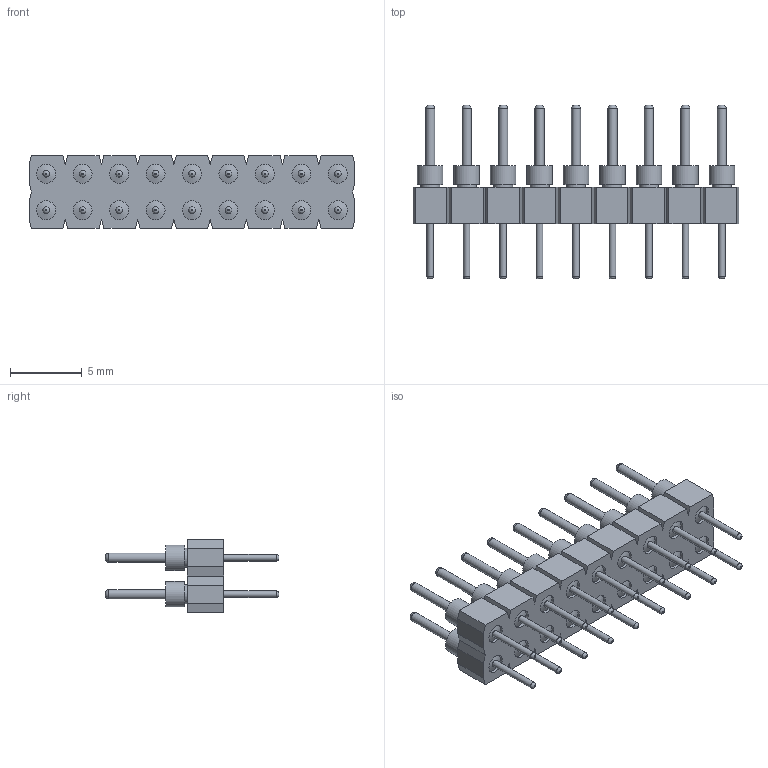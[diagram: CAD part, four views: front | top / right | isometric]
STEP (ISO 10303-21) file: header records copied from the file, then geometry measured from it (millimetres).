
FILE_DESCRIPTION(/* description */ ('STEP AP214'),/* implementation_level */ '2;1');
FILE_NAME(/* name */ 'TD-109-T-A',/* time_stamp */ '2024-02-15T03:19:56+01:00',/* author */ ('License CC BY-ND 4.0'),/* organization */ ('CADENAS'),/* preprocessor_version */ 'ST-DEVELOPER v19.3',/* originating_system */ 'PARTsolutions',/* authorisation */ ' ');
FILE_SCHEMA (('AUTOMOTIVE_DESIGN {1 0 10303 214 3 1 1}'));
Length unit declared in the file: inch
Products named in the file (3): TD-109-T-A; TD-109-G-A_socket; -101-G-A_pins
Assembly tree (19 placements, depth 2):
  TD-109-T-A
    TD-109-G-A_socket
    -101-G-A_pins  x18
Bounding box: 22.71 x 12.12 x 5.08 mm (x, y, z)
Volume: 384.4 mm3; surface area: 1217.8 mm2
Topology: 19 solids, 19 shells, 334 faces, 672 edges, 430 vertices
Faces by surface type: plane 154, cylinder 108, cone 36, torus 36
Full cylindrical faces by diameter (mm): 0.457 x18, 0.635 x18, 1.321 x54, 1.778 x18
Entity records: 3166 total; most frequent: CARTESIAN_POINT 524, DIRECTION 516, ORIENTED_EDGE 470, EDGE_CURVE 235, LINE 186, VECTOR 186, VERTEX_POINT 173, AXIS2_PLACEMENT_3D 165
